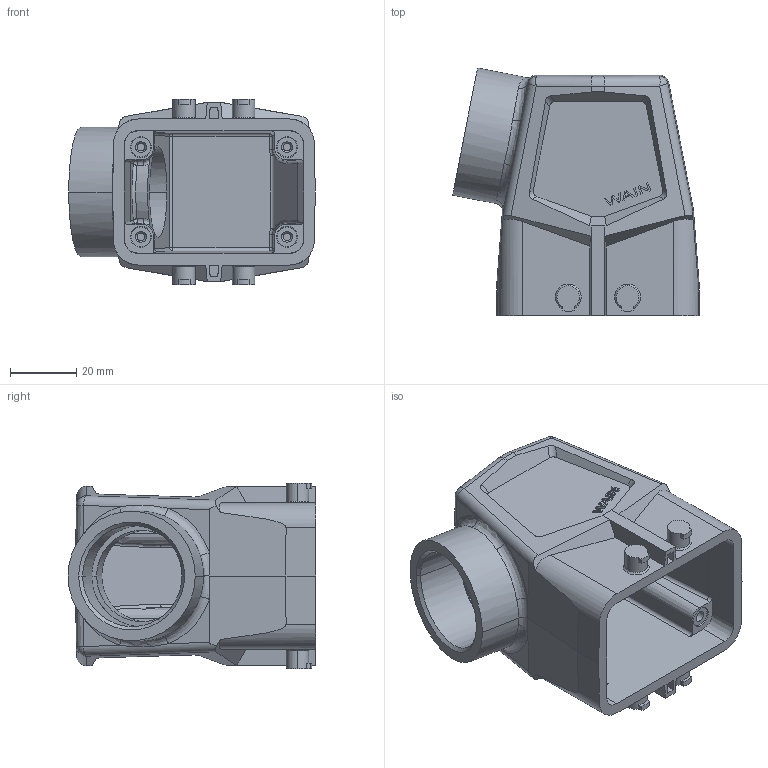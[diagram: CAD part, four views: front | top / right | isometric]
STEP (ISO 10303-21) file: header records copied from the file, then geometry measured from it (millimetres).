
FILE_DESCRIPTION((''),'2;1');
FILE_NAME('ASM0017_SW0001','2023-12-28T',('yp.zhu'),(''),'PRO/ENGINEER BY PARAMETRIC TECHNOLOGY CORPORATION, 2012480','PRO/ENGINEER BY PARAMETRIC TECHNOLOGY CORPORATION, 2012480','');
FILE_SCHEMA(('CONFIG_CONTROL_DESIGN'));
Length unit declared in the file: inch
Products named in the file (1): ASM0017_SW0001
Bounding box: 74.22 x 74.64 x 56 mm (x, y, z)
Volume: 74372.8 mm3; surface area: 34168 mm2
Topology: 1 solids, 1 shells, 419 faces, 1053 edges, 657 vertices
Faces by surface type: plane 206, cylinder 112, cone 38, bspline 24, extrusion 20, torus 11, sphere 8
Entity records: 16053 total; most frequent: CARTESIAN_POINT 6340, ORIENTED_EDGE 2078, DIRECTION 1840, EDGE_CURVE 1039, VERTEX_POINT 657, VECTOR 652, LINE 632, AXIS2_PLACEMENT_3D 594
